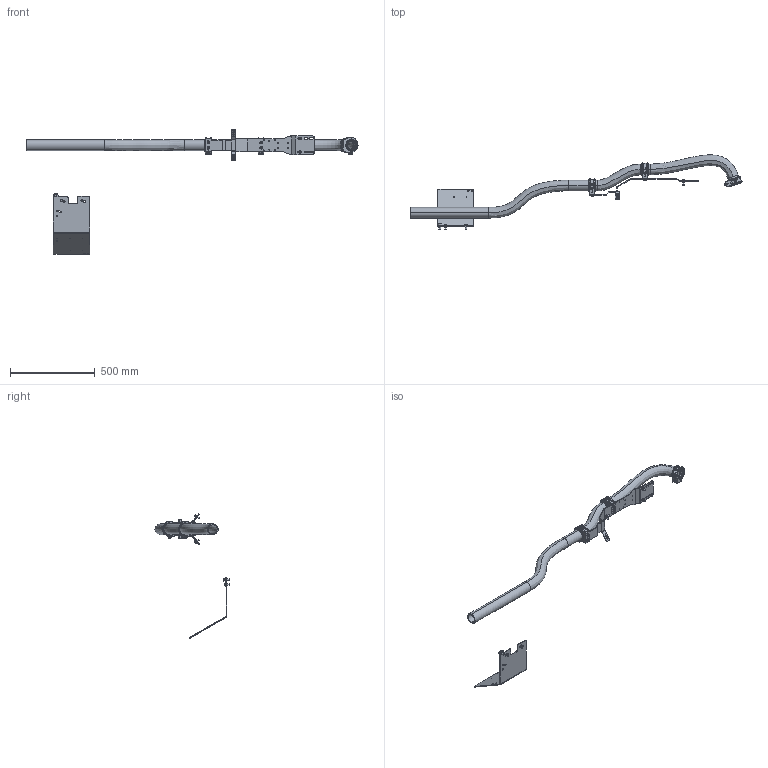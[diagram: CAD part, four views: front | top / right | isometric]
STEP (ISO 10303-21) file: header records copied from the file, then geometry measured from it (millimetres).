
FILE_DESCRIPTION (( 'STEP AP214' ), '1' );
FILE_NAME ('P2199.STEP', '2025-09-09T14:26:48', ( '' ), ( '' ), 'SwSTEP 2.0', 'SolidWorks 2024', '' );
FILE_SCHEMA (( 'AUTOMOTIVE_DESIGN' ));
Length unit declared in the file: millimetre
Products named in the file (1): P2199
Bounding box: 1960.13 x 437.93 x 736.31 mm (x, y, z)
Volume: 3025792.7 mm3; surface area: 1316850.7 mm2
Topology: 45 solids, 45 shells, 3588 faces, 9433 edges, 6033 vertices
Faces by surface type: plane 1290, cylinder 845, bspline 750, torus 422, cone 257, sphere 24
Entity records: 186842 total; most frequent: CARTESIAN_POINT 63201, ORIENTED_EDGE 18722, DIRECTION 15650, EDGE_CURVE 9361, VERTEX_POINT 6009, AXIS2_PLACEMENT_3D 5766, VECTOR 4118, LINE 4118
